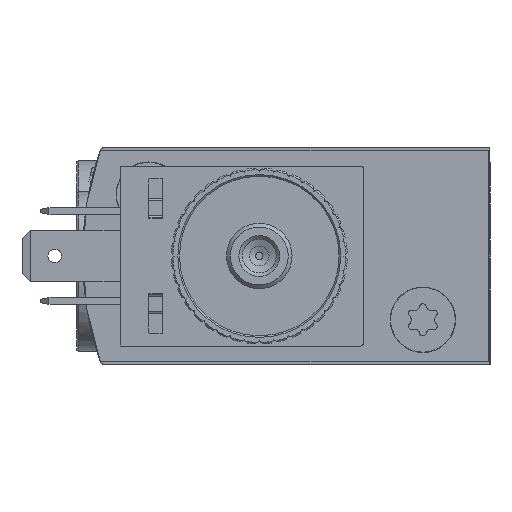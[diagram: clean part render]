
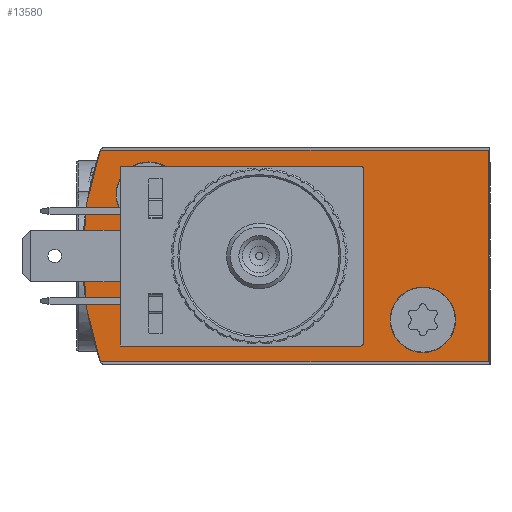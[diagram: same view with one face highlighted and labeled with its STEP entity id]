
A CAD part, left-side view. The second image highlights one B-rep face of the part: STEP entity #13580.
In plain terms, the highlighted planar face has unit normal (-1, 0, 0).
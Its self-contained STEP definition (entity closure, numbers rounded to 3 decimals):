
#1118=LINE('',#23031,#2309);
#1121=LINE('',#23039,#2312);
#1124=LINE('',#23045,#2315);
#2309=VECTOR('',#18841,1000.);
#2312=VECTOR('',#18848,1000.);
#2315=VECTOR('',#18853,1000.);
#4582=ORIENTED_EDGE('',*,*,#7624,.F.);
#4583=ORIENTED_EDGE('',*,*,#7625,.T.);
#4584=ORIENTED_EDGE('',*,*,#7626,.T.);
#4585=ORIENTED_EDGE('',*,*,#7607,.F.);
#4586=ORIENTED_EDGE('',*,*,#7591,.F.);
#4587=ORIENTED_EDGE('',*,*,#7620,.F.);
#4588=ORIENTED_EDGE('',*,*,#7617,.F.);
#4589=ORIENTED_EDGE('',*,*,#7614,.F.);
#4590=ORIENTED_EDGE('',*,*,#7610,.F.);
#7591=EDGE_CURVE('',#9277,#9278,#10290,.T.);
#7607=EDGE_CURVE('',#9278,#9293,#10298,.T.);
#7610=EDGE_CURVE('',#9293,#9295,#1118,.T.);
#7614=EDGE_CURVE('',#9295,#9298,#1121,.T.);
#7617=EDGE_CURVE('',#9298,#9300,#1124,.T.);
#7620=EDGE_CURVE('',#9300,#9277,#10301,.T.);
#7624=EDGE_CURVE('',#9304,#9304,#10305,.F.);
#7625=EDGE_CURVE('',#9305,#9305,#10306,.T.);
#7626=EDGE_CURVE('',#9306,#9306,#10307,.T.);
#9277=VERTEX_POINT('',#22993);
#9278=VERTEX_POINT('',#22994);
#9293=VERTEX_POINT('',#23026);
#9295=VERTEX_POINT('',#23032);
#9298=VERTEX_POINT('',#23040);
#9300=VERTEX_POINT('',#23046);
#9304=VERTEX_POINT('',#23060);
#9305=VERTEX_POINT('',#23062);
#9306=VERTEX_POINT('',#23064);
#10290=CIRCLE('',#16238,39.5);
#10298=CIRCLE('',#16247,0.2);
#10301=CIRCLE('',#16254,0.2);
#10305=CIRCLE('',#16260,5.);
#10306=CIRCLE('',#16261,4.);
#10307=CIRCLE('',#16262,4.);
#11099=EDGE_LOOP('',(#4582));
#11100=EDGE_LOOP('',(#4583));
#11101=EDGE_LOOP('',(#4584));
#11102=EDGE_LOOP('',(#4585,#4586,#4587,#4588,#4589,#4590));
#12163=FACE_BOUND('',#11099,.T.);
#12164=FACE_BOUND('',#11100,.T.);
#12165=FACE_BOUND('',#11101,.T.);
#12166=FACE_BOUND('',#11102,.T.);
#13005=PLANE('',#16259);
#13580=ADVANCED_FACE('',(#12163,#12164,#12165,#12166),#13005,.F.);
#16238=AXIS2_PLACEMENT_3D('',#22992,#18808,#18809);
#16247=AXIS2_PLACEMENT_3D('',#23025,#18834,#18835);
#16254=AXIS2_PLACEMENT_3D('',#23051,#18858,#18859);
#16259=AXIS2_PLACEMENT_3D('',#23058,#18868,#18869);
#16260=AXIS2_PLACEMENT_3D('',#23059,#18870,#18871);
#16261=AXIS2_PLACEMENT_3D('',#23061,#18872,#18873);
#16262=AXIS2_PLACEMENT_3D('',#23063,#18874,#18875);
#18808=DIRECTION('',(1.,0.,0.));
#18809=DIRECTION('',(0.,0.,-1.));
#18834=DIRECTION('',(1.,0.,0.));
#18835=DIRECTION('',(0.,0.,-1.));
#18841=DIRECTION('',(0.,-1.,0.));
#18848=DIRECTION('',(0.,0.,-1.));
#18853=DIRECTION('',(0.,1.,0.));
#18858=DIRECTION('',(1.,0.,0.));
#18859=DIRECTION('',(0.,0.,-1.));
#18868=DIRECTION('',(1.,0.,0.));
#18869=DIRECTION('',(0.,0.,-1.));
#18870=DIRECTION('',(1.,0.,0.));
#18871=DIRECTION('',(0.,0.,-1.));
#18872=DIRECTION('',(1.,0.,0.));
#18873=DIRECTION('',(0.,0.,-1.));
#18874=DIRECTION('',(1.,0.,0.));
#18875=DIRECTION('',(0.,0.,-1.));
#22992=CARTESIAN_POINT('',(0.,10.3,0.));
#22993=CARTESIAN_POINT('',(0.,47.663,-12.815));
#22994=CARTESIAN_POINT('',(0.,47.663,12.815));
#23025=CARTESIAN_POINT('',(0.,47.474,12.75));
#23026=CARTESIAN_POINT('',(0.,47.474,12.95));
#23031=CARTESIAN_POINT('',(0.,47.474,12.95));
#23032=CARTESIAN_POINT('',(0.,0.2,12.95));
#23039=CARTESIAN_POINT('',(0.,0.2,12.95));
#23040=CARTESIAN_POINT('',(0.,0.2,-12.95));
#23045=CARTESIAN_POINT('',(0.,0.2,-12.95));
#23046=CARTESIAN_POINT('',(0.,47.474,-12.95));
#23051=CARTESIAN_POINT('',(0.,47.474,-12.75));
#23058=CARTESIAN_POINT('',(0.,47.474,12.75));
#23059=CARTESIAN_POINT('',(0.,28.2,0.));
#23060=CARTESIAN_POINT('',(0.,28.2,-5.));
#23061=CARTESIAN_POINT('',(0.,41.7,7.5));
#23062=CARTESIAN_POINT('',(0.,41.7,3.5));
#23063=CARTESIAN_POINT('',(0.,8.2,-7.8));
#23064=CARTESIAN_POINT('',(0.,8.2,-11.8));
